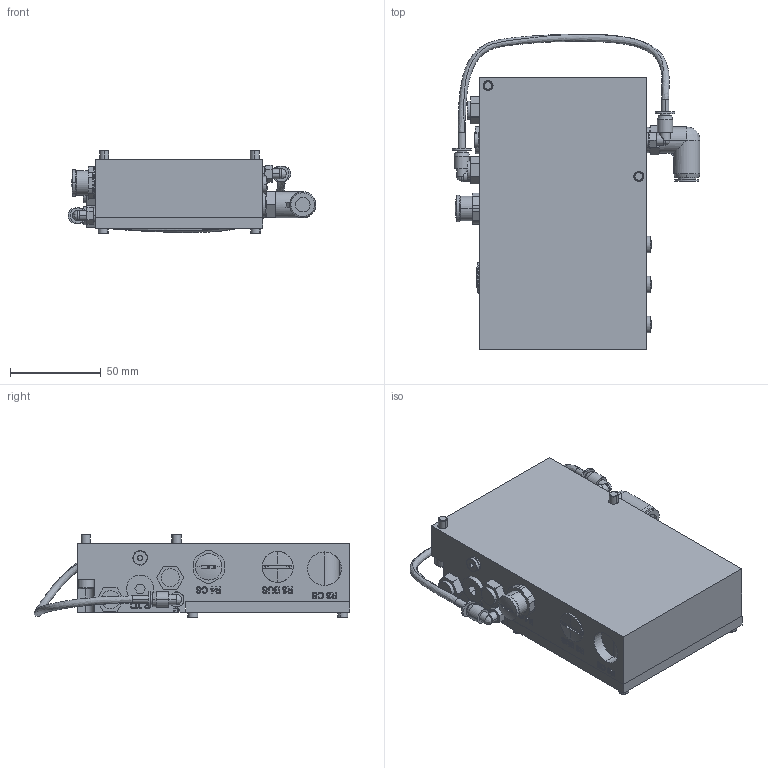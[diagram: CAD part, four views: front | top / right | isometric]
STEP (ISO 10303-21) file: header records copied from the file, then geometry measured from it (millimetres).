
FILE_DESCRIPTION (( 'STEP AP203' ), '1' );
FILE_NAME ('P0010A.STEP', '2018-11-30T13:50:13', ( '' ), ( '' ), 'SwSTEP 2.0', 'SolidWorks 2017', '' );
FILE_SCHEMA (( 'CONFIG_CONTROL_DESIGN' ));
Length unit declared in the file: millimetre
Products named in the file (1): P0010A
Bounding box: 136.46 x 173.95 x 46 mm (x, y, z)
Volume: 533838.7 mm3; surface area: 88001.9 mm2
Topology: 24 solids, 26 shells, 1177 faces, 2854 edges, 1843 vertices
Faces by surface type: plane 488, bspline 292, cylinder 255, cone 100, torus 30, sphere 12
Entity records: 51342 total; most frequent: CARTESIAN_POINT 25450, ORIENTED_EDGE 5670, DIRECTION 4603, EDGE_CURVE 2835, VERTEX_POINT 1840, AXIS2_PLACEMENT_3D 1571, LINE 1461, VECTOR 1461
